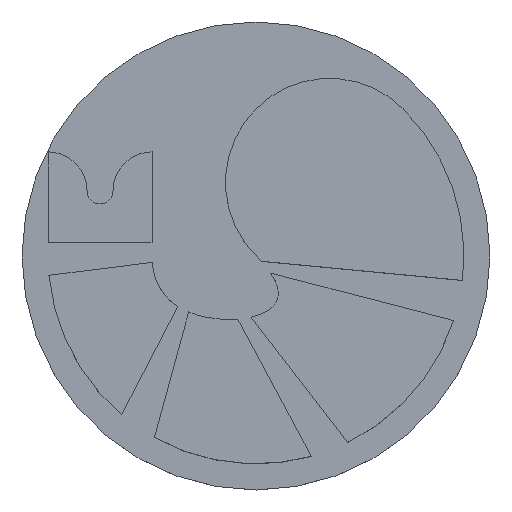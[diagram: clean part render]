
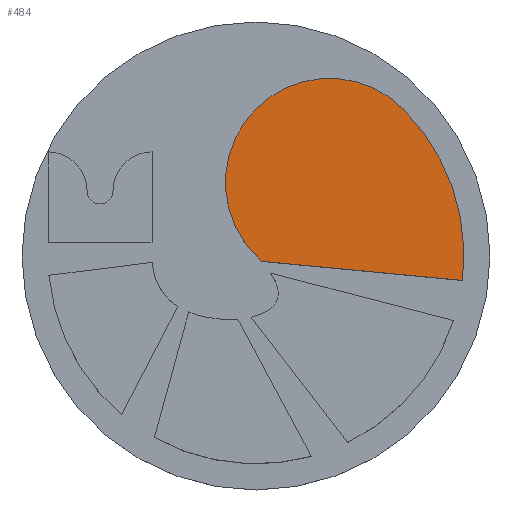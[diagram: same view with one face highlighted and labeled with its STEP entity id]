
A CAD part, top view. The second image highlights one B-rep face of the part: STEP entity #484.
In plain terms, the highlighted planar face has unit normal (0, 0, 1).
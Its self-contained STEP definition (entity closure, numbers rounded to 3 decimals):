
#21=B_SPLINE_CURVE_WITH_KNOTS('',3,(#742,#743,#744,#745,#746,#747,#748),
 .UNSPECIFIED.,.F.,.F.,(4,3,4),(-0.029,-0.014,
0.),.UNSPECIFIED.);
#33=PLANE('',#531);
#53=FACE_OUTER_BOUND('',#83,.T.);
#83=EDGE_LOOP('',(#349,#350,#351,#352));
#118=LINE('',#721,#161);
#161=VECTOR('',#588,10.);
#201=CIRCLE('',#526,4.);
#203=CIRCLE('',#529,8.);
#220=VERTEX_POINT('',#706);
#221=VERTEX_POINT('',#708);
#223=VERTEX_POINT('',#714);
#225=VERTEX_POINT('',#720);
#266=EDGE_CURVE('',#221,#220,#201,.T.);
#269=EDGE_CURVE('',#223,#221,#203,.T.);
#272=EDGE_CURVE('',#225,#223,#118,.T.);
#275=EDGE_CURVE('',#220,#225,#21,.T.);
#349=ORIENTED_EDGE('',*,*,#275,.T.);
#350=ORIENTED_EDGE('',*,*,#272,.T.);
#351=ORIENTED_EDGE('',*,*,#269,.T.);
#352=ORIENTED_EDGE('',*,*,#266,.T.);
#484=ADVANCED_FACE('',(#53),#33,.T.);
#526=AXIS2_PLACEMENT_3D('',#709,#575,#576);
#529=AXIS2_PLACEMENT_3D('',#715,#582,#583);
#531=AXIS2_PLACEMENT_3D('',#749,#590,#591);
#575=DIRECTION('center_axis',(0.,0.,1.));
#576=DIRECTION('ref_axis',(0.707,0.707,0.));
#582=DIRECTION('center_axis',(0.,0.,1.));
#583=DIRECTION('ref_axis',(-1.,0.,0.));
#588=DIRECTION('',(0.996,-0.095,0.));
#590=DIRECTION('center_axis',(0.,0.,1.));
#591=DIRECTION('ref_axis',(1.,0.,0.));
#706=CARTESIAN_POINT('',(100.,-67.87,5.51));
#708=CARTESIAN_POINT('',(105.657,-62.213,5.51));
#709=CARTESIAN_POINT('Origin',(102.828,-65.042,5.51));
#714=CARTESIAN_POINT('',(107.944,-68.814,5.51));
#715=CARTESIAN_POINT('Origin',(100.,-67.87,5.51));
#720=CARTESIAN_POINT('',(100.2,-68.079,5.51));
#721=CARTESIAN_POINT('',(103.991,-68.439,5.51));
#742=CARTESIAN_POINT('Ctrl Pts',(100.,-67.87,5.51));
#743=CARTESIAN_POINT('Ctrl Pts',(100.035,-67.905,5.51));
#744=CARTESIAN_POINT('Ctrl Pts',(100.069,-67.94,5.51));
#745=CARTESIAN_POINT('Ctrl Pts',(100.103,-67.976,5.51));
#746=CARTESIAN_POINT('Ctrl Pts',(100.136,-68.01,5.51));
#747=CARTESIAN_POINT('Ctrl Pts',(100.168,-68.044,5.51));
#748=CARTESIAN_POINT('Ctrl Pts',(100.2,-68.079,5.51));
#749=CARTESIAN_POINT('Origin',(100.,-68.456,5.51));
